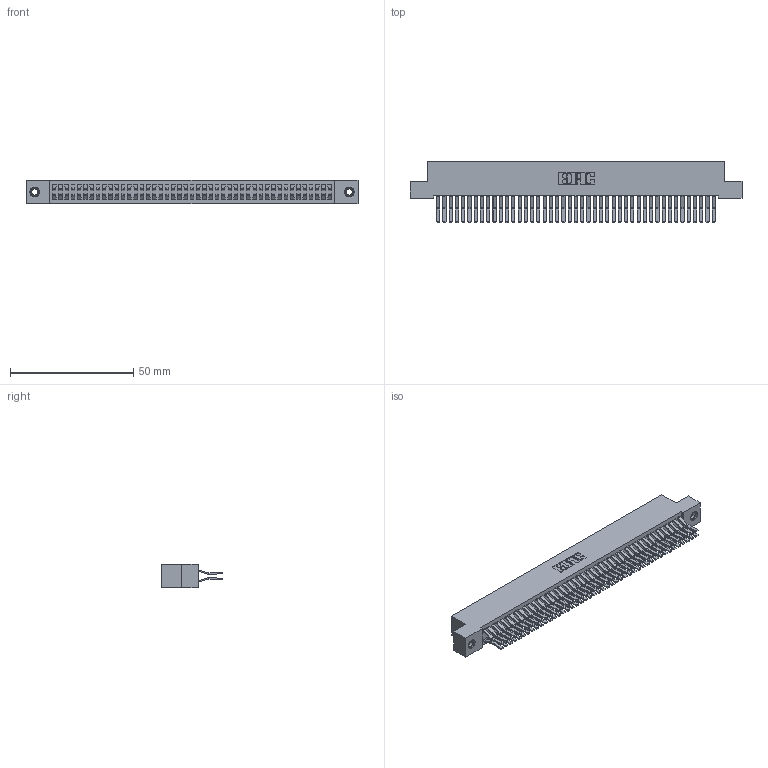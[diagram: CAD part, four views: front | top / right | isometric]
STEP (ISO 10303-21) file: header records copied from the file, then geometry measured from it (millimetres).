
FILE_DESCRIPTION (( 'STEP AP203' ), '1' );
FILE_NAME ('342-090-560-207.STEP', '2018-08-14T01:30:35', ( '' ), ( '' ), 'SwSTEP 2.0', 'SolidWorks 2016', '' );
FILE_SCHEMA (( 'CONFIG_CONTROL_DESIGN' ));
Length unit declared in the file: inch
Products named in the file (4): 345-292-001_560 Tail; 345-250-001_345-250-005-103; 342-090-560-207; 342 Part_TI
Assembly tree (93 placements, depth 2):
  342-090-560-207
    342 Part_TI
    345-292-001_560 Tail  x90
    345-250-001_345-250-005-103  x2
Bounding box: 134.62 x 24.78 x 9.4 mm (x, y, z)
Volume: 12688 mm3; surface area: 22169.4 mm2
Topology: 93 solids, 93 shells, 5030 faces, 14925 edges, 9822 vertices
Faces by surface type: plane 3338, cylinder 1676, cone 12, torus 4
Entity records: 29704 total; most frequent: CARTESIAN_POINT 4901, ORIENTED_EDGE 4830, DIRECTION 4217, EDGE_CURVE 2415, LINE 2263, VECTOR 2263, VERTEX_POINT 1604, AXIS2_PLACEMENT_3D 977
